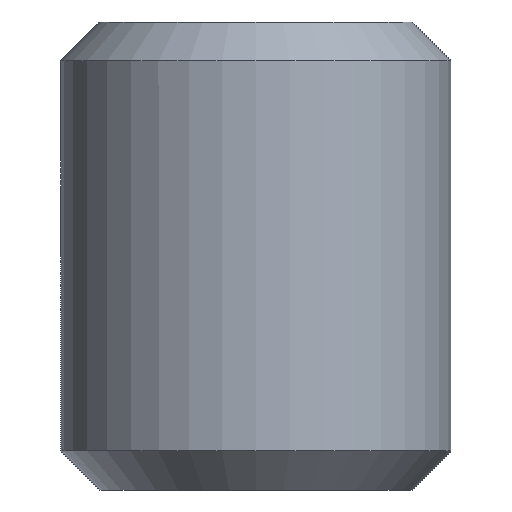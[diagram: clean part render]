
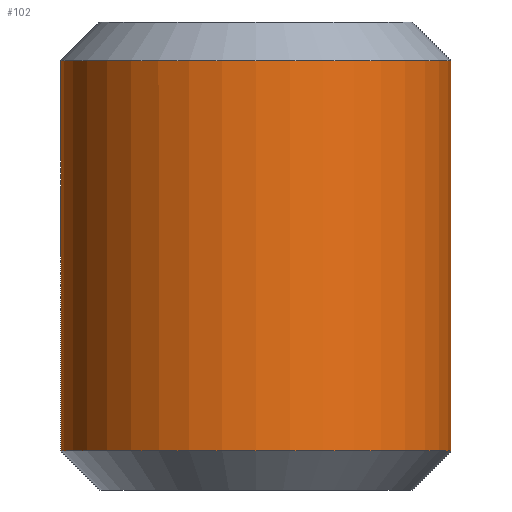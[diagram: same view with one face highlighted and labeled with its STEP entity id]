
A CAD part, front view. The second image highlights one B-rep face of the part: STEP entity #102.
In plain terms, the highlighted cylindrical face has radius 7.938 mm (diameter 15.875 mm), a full revolution.
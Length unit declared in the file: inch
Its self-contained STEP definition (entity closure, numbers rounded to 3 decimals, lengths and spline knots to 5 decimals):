
#22=CYLINDRICAL_SURFACE('',#134,0.3125);
#25=FACE_OUTER_BOUND('',#32,.T.);
#32=EDGE_LOOP('',(#80,#81,#82,#83,#84,#85));
#40=LINE('',#195,#44);
#44=VECTOR('',#162,0.3125);
#47=CIRCLE('',#131,0.3125);
#48=CIRCLE('',#132,0.3125);
#50=CIRCLE('',#135,0.3125);
#51=CIRCLE('',#136,0.3125);
#55=VERTEX_POINT('',#183);
#56=VERTEX_POINT('',#184);
#58=VERTEX_POINT('',#191);
#59=VERTEX_POINT('',#192);
#63=EDGE_CURVE('',#55,#56,#47,.T.);
#64=EDGE_CURVE('',#56,#55,#48,.T.);
#67=EDGE_CURVE('',#58,#59,#50,.T.);
#68=EDGE_CURVE('',#59,#58,#51,.T.);
#69=EDGE_CURVE('',#59,#56,#40,.T.);
#80=ORIENTED_EDGE('',*,*,#67,.F.);
#81=ORIENTED_EDGE('',*,*,#68,.F.);
#82=ORIENTED_EDGE('',*,*,#69,.T.);
#83=ORIENTED_EDGE('',*,*,#63,.F.);
#84=ORIENTED_EDGE('',*,*,#64,.F.);
#85=ORIENTED_EDGE('',*,*,#69,.F.);
#102=ADVANCED_FACE('',(#25),#22,.T.);
#131=AXIS2_PLACEMENT_3D('',#185,#149,#150);
#132=AXIS2_PLACEMENT_3D('',#186,#151,#152);
#134=AXIS2_PLACEMENT_3D('',#190,#156,#157);
#135=AXIS2_PLACEMENT_3D('',#193,#158,#159);
#136=AXIS2_PLACEMENT_3D('',#194,#160,#161);
#149=DIRECTION('center_axis',(0.,0.,-1.));
#150=DIRECTION('ref_axis',(-1.,0.,0.));
#151=DIRECTION('center_axis',(0.,0.,-1.));
#152=DIRECTION('ref_axis',(-1.,0.,0.));
#156=DIRECTION('center_axis',(0.,0.,1.));
#157=DIRECTION('ref_axis',(1.,0.,0.));
#158=DIRECTION('center_axis',(0.,0.,1.));
#159=DIRECTION('ref_axis',(-1.,0.,0.));
#160=DIRECTION('center_axis',(0.,0.,1.));
#161=DIRECTION('ref_axis',(-1.,0.,0.));
#162=DIRECTION('',(0.,0.,-1.));
#183=CARTESIAN_POINT('',(0.3125,0.,0.0625));
#184=CARTESIAN_POINT('',(-0.3125,0.,0.0625));
#185=CARTESIAN_POINT('Origin',(0.,0.,0.0625));
#186=CARTESIAN_POINT('Origin',(0.,0.,0.0625));
#190=CARTESIAN_POINT('Origin',(0.,0.,0.));
#191=CARTESIAN_POINT('',(0.3125,0.,0.6875));
#192=CARTESIAN_POINT('',(-0.3125,0.,0.6875));
#193=CARTESIAN_POINT('Origin',(0.,0.,0.6875));
#194=CARTESIAN_POINT('Origin',(0.,0.,0.6875));
#195=CARTESIAN_POINT('',(-0.3125,0.,0.));
